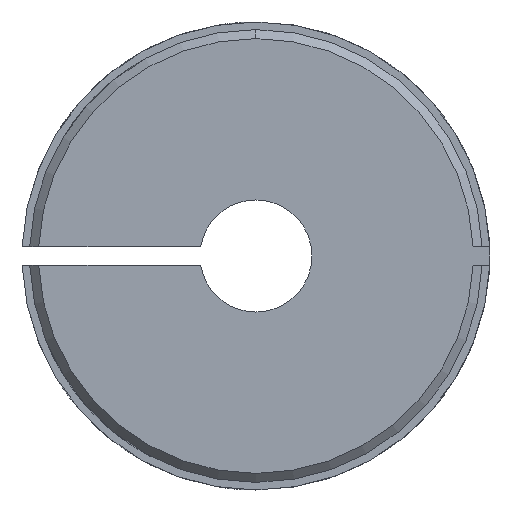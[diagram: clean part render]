
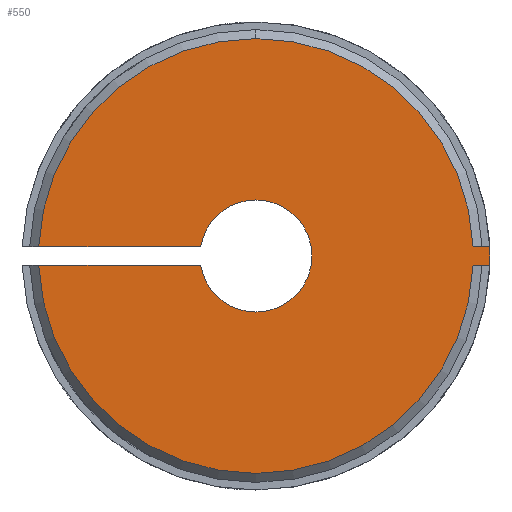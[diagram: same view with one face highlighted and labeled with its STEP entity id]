
A CAD part, front view. The second image highlights one B-rep face of the part: STEP entity #550.
In plain terms, the highlighted planar face has unit normal (0, -1, 0).
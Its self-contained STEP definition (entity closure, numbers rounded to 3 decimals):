
#7 = DIRECTION ( 'NONE',  ( 0., 0., 1. ) ) ;
#81 = VERTEX_POINT ( 'NONE', #196 ) ;
#87 = AXIS2_PLACEMENT_3D ( 'NONE', #1264, #3271, #1561 ) ;
#163 = VECTOR ( 'NONE', #804, 1000. ) ;
#196 = CARTESIAN_POINT ( 'NONE',  ( 19.872, 0., -0.8 ) ) ;
#210 = CARTESIAN_POINT ( 'NONE',  ( -19.872, 0., 0.8 ) ) ;
#354 = PLANE ( 'NONE',  #1954 ) ;
#381 = ORIENTED_EDGE ( 'NONE', *, *, #2508, .T. ) ;
#392 = VECTOR ( 'NONE', #1144, 1000. ) ;
#528 = CARTESIAN_POINT ( 'NONE',  ( 19.872, 0., -0.8 ) ) ;
#544 = DIRECTION ( 'NONE',  ( 0., 1., 0. ) ) ;
#550 = ADVANCED_FACE ( 'NONE', ( #828 ), #354, .F. ) ;
#621 = VERTEX_POINT ( 'NONE', #3270 ) ;
#644 = VECTOR ( 'NONE', #1675, 1000. ) ;
#664 = VERTEX_POINT ( 'NONE', #2022 ) ;
#678 = EDGE_CURVE ( 'NONE', #1855, #2170, #2874, .T. ) ;
#776 = DIRECTION ( 'NONE',  ( 0., -1., 0. ) ) ;
#791 = ORIENTED_EDGE ( 'NONE', *, *, #678, .T. ) ;
#804 = DIRECTION ( 'NONE',  ( 1., 0., 0. ) ) ;
#828 = FACE_OUTER_BOUND ( 'NONE', #1603, .T. ) ;
#940 = VERTEX_POINT ( 'NONE', #1383 ) ;
#941 = CARTESIAN_POINT ( 'NONE',  ( 0., 0., 18.478 ) ) ;
#950 = AXIS2_PLACEMENT_3D ( 'NONE', #3154, #1436, #3451 ) ;
#969 = CARTESIAN_POINT ( 'NONE',  ( 0., 0., 0. ) ) ;
#978 = DIRECTION ( 'NONE',  ( 0., 1., 0. ) ) ;
#1077 = ORIENTED_EDGE ( 'NONE', *, *, #1373, .T. ) ;
#1127 = CARTESIAN_POINT ( 'NONE',  ( 0., 0., -4.762 ) ) ;
#1144 = DIRECTION ( 'NONE',  ( 1., 0., 0. ) ) ;
#1264 = CARTESIAN_POINT ( 'NONE',  ( 0., 0., 0. ) ) ;
#1336 = ORIENTED_EDGE ( 'NONE', *, *, #1403, .F. ) ;
#1373 = EDGE_CURVE ( 'NONE', #3701, #3536, #1836, .T. ) ;
#1383 = CARTESIAN_POINT ( 'NONE',  ( 0., 0., 4.762 ) ) ;
#1403 = EDGE_CURVE ( 'NONE', #81, #621, #2768, .T. ) ;
#1436 = DIRECTION ( 'NONE',  ( 0., 1., 0. ) ) ;
#1447 = CIRCLE ( 'NONE', #1869, 4.762 ) ;
#1498 = CARTESIAN_POINT ( 'NONE',  ( 0., 0., 0. ) ) ;
#1548 = ORIENTED_EDGE ( 'NONE', *, *, #2686, .T. ) ;
#1561 = DIRECTION ( 'NONE',  ( 0., 0., 1. ) ) ;
#1603 = EDGE_LOOP ( 'NONE', ( #3533, #2850, #2531, #1077, #381, #2983, #1548, #791, #3364, #1336, #3657 ) ) ;
#1675 = DIRECTION ( 'NONE',  ( -1., 0., 0. ) ) ;
#1692 = CIRCLE ( 'NONE', #3464, 18.478 ) ;
#1699 = DIRECTION ( 'NONE',  ( 0., -1., 0. ) ) ;
#1717 = CIRCLE ( 'NONE', #87, 18.478 ) ;
#1735 = CARTESIAN_POINT ( 'NONE',  ( -4.695, 0., -0.8 ) ) ;
#1772 = DIRECTION ( 'NONE',  ( 0., 1., 0. ) ) ;
#1791 = DIRECTION ( 'NONE',  ( 0., 0., 1. ) ) ;
#1836 = LINE ( 'NONE', #210, #163 ) ;
#1855 = VERTEX_POINT ( 'NONE', #1735 ) ;
#1869 = AXIS2_PLACEMENT_3D ( 'NONE', #1498, #3514, #1791 ) ;
#1954 = AXIS2_PLACEMENT_3D ( 'NONE', #969, #978, #3251 ) ;
#2022 = CARTESIAN_POINT ( 'NONE',  ( 18.461, 0., 0.8 ) ) ;
#2161 = CIRCLE ( 'NONE', #950, 4.762 ) ;
#2170 = VERTEX_POINT ( 'NONE', #2613 ) ;
#2176 = AXIS2_PLACEMENT_3D ( 'NONE', #3495, #1772, #7 ) ;
#2214 = CARTESIAN_POINT ( 'NONE',  ( -4.695, 0., 0.8 ) ) ;
#2240 = EDGE_CURVE ( 'NONE', #940, #3779, #1447, .T. ) ;
#2301 = CARTESIAN_POINT ( 'NONE',  ( 0., 0., 0. ) ) ;
#2307 = CIRCLE ( 'NONE', #2446, 18.478 ) ;
#2337 = VERTEX_POINT ( 'NONE', #941 ) ;
#2423 = VECTOR ( 'NONE', #2863, 1000. ) ;
#2434 = CIRCLE ( 'NONE', #2176, 4.762 ) ;
#2446 = AXIS2_PLACEMENT_3D ( 'NONE', #2521, #776, #2810 ) ;
#2508 = EDGE_CURVE ( 'NONE', #3536, #940, #2434, .T. ) ;
#2521 = CARTESIAN_POINT ( 'NONE',  ( 0., 0., 0. ) ) ;
#2531 = ORIENTED_EDGE ( 'NONE', *, *, #3739, .T. ) ;
#2598 = DIRECTION ( 'NONE',  ( 0., 0., 1. ) ) ;
#2613 = CARTESIAN_POINT ( 'NONE',  ( -18.461, 0., -0.8 ) ) ;
#2686 = EDGE_CURVE ( 'NONE', #3779, #1855, #2161, .T. ) ;
#2766 = CARTESIAN_POINT ( 'NONE',  ( -4.695, 0., -0.8 ) ) ;
#2768 = LINE ( 'NONE', #528, #2423 ) ;
#2810 = DIRECTION ( 'NONE',  ( 0., 0., 1. ) ) ;
#2850 = ORIENTED_EDGE ( 'NONE', *, *, #2994, .T. ) ;
#2863 = DIRECTION ( 'NONE',  ( -1., 0., 0. ) ) ;
#2874 = LINE ( 'NONE', #2766, #644 ) ;
#2889 = CIRCLE ( 'NONE', #3012, 19.888 ) ;
#2900 = CARTESIAN_POINT ( 'NONE',  ( -18.461, 0., 0.8 ) ) ;
#2933 = VERTEX_POINT ( 'NONE', #3550 ) ;
#2983 = ORIENTED_EDGE ( 'NONE', *, *, #2240, .T. ) ;
#2994 = EDGE_CURVE ( 'NONE', #664, #2337, #1717, .T. ) ;
#3012 = AXIS2_PLACEMENT_3D ( 'NONE', #2301, #544, #2598 ) ;
#3153 = CARTESIAN_POINT ( 'NONE',  ( 19.224, 0., 0.8 ) ) ;
#3154 = CARTESIAN_POINT ( 'NONE',  ( 0., 0., 0. ) ) ;
#3212 = EDGE_CURVE ( 'NONE', #2170, #621, #2307, .T. ) ;
#3251 = DIRECTION ( 'NONE',  ( 0., 0., 1. ) ) ;
#3270 = CARTESIAN_POINT ( 'NONE',  ( 18.461, 0., -0.8 ) ) ;
#3271 = DIRECTION ( 'NONE',  ( 0., -1., 0. ) ) ;
#3274 = EDGE_CURVE ( 'NONE', #2933, #81, #2889, .T. ) ;
#3364 = ORIENTED_EDGE ( 'NONE', *, *, #3212, .T. ) ;
#3389 = LINE ( 'NONE', #3153, #392 ) ;
#3418 = CARTESIAN_POINT ( 'NONE',  ( 0., 0., 0. ) ) ;
#3451 = DIRECTION ( 'NONE',  ( 0., 0., 1. ) ) ;
#3464 = AXIS2_PLACEMENT_3D ( 'NONE', #3418, #1699, #3727 ) ;
#3495 = CARTESIAN_POINT ( 'NONE',  ( 0., 0., 0. ) ) ;
#3514 = DIRECTION ( 'NONE',  ( 0., 1., 0. ) ) ;
#3533 = ORIENTED_EDGE ( 'NONE', *, *, #3655, .F. ) ;
#3536 = VERTEX_POINT ( 'NONE', #2214 ) ;
#3550 = CARTESIAN_POINT ( 'NONE',  ( 19.872, 0., 0.8 ) ) ;
#3655 = EDGE_CURVE ( 'NONE', #664, #2933, #3389, .T. ) ;
#3657 = ORIENTED_EDGE ( 'NONE', *, *, #3274, .F. ) ;
#3701 = VERTEX_POINT ( 'NONE', #2900 ) ;
#3727 = DIRECTION ( 'NONE',  ( 0., 0., 1. ) ) ;
#3739 = EDGE_CURVE ( 'NONE', #2337, #3701, #1692, .T. ) ;
#3779 = VERTEX_POINT ( 'NONE', #1127 ) ;
